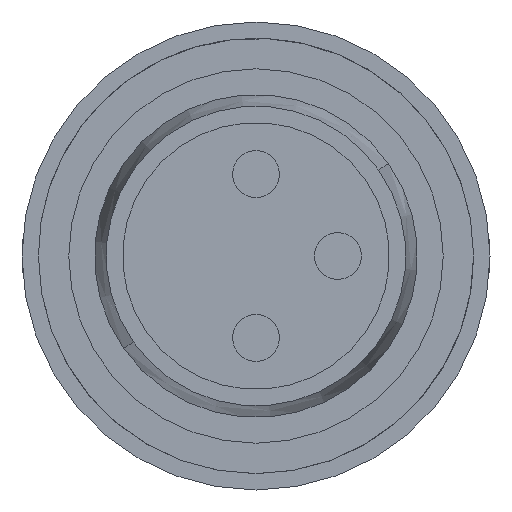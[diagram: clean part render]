
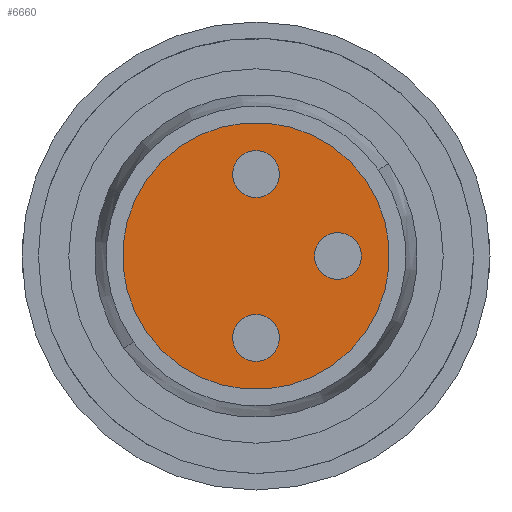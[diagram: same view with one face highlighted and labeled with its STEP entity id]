
A CAD part, left-side view. The second image highlights one B-rep face of the part: STEP entity #6660.
In plain terms, the highlighted planar face has unit normal (-1, 0, 0).
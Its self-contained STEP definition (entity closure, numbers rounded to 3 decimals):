
#5810=CARTESIAN_POINT('',(-33.7,-2.335,1.635));
#5820=VERTEX_POINT('',#5810);
#5900=CARTESIAN_POINT('',(-33.7,2.335,-1.635));
#5910=VERTEX_POINT('',#5900);
#5940=CARTESIAN_POINT('',(-33.7,0.,
0.));
#5950=DIRECTION('',(1.,0.,0.));
#5960=DIRECTION('',(0.,0.819,
-0.574));
#5970=AXIS2_PLACEMENT_3D('',#5940,#5950,#5960);
#5980=CIRCLE('',#5970,2.85);
#5990=EDGE_CURVE('',#5820,#5910,#5980,.T.);
#6110=CARTESIAN_POINT('',(-33.7,-1.178,0.825));
#6120=DIRECTION('',(1.,0.,0.));
#6130=DIRECTION('',(0.,0.819,
-0.574));
#6140=AXIS2_PLACEMENT_3D('',#6110,#6120,#6130);
#6150=PLANE('',#6140);
#6160=EDGE_CURVE('',#5910,#5820,#5980,.T.);
#6170=ORIENTED_EDGE('',*,*,#6160,.F.);
#6180=ORIENTED_EDGE('',*,*,#5990,.F.);
#6190=EDGE_LOOP('',(#6180,#6170));
#6200=FACE_OUTER_BOUND('',#6190,.T.);
#6210=CARTESIAN_POINT('',(-33.7,-1.75,0.)
);
#6220=DIRECTION('',(-1.,0.,0.));
#6230=DIRECTION('',(0.,-0.574,
-0.819));
#6240=AXIS2_PLACEMENT_3D('',#6210,#6220,#6230);
#6250=CIRCLE('',#6240,0.5);
#6260=CARTESIAN_POINT('',(-33.7,-2.037,-0.41));
#6270=VERTEX_POINT('',#6260);
#6280=CARTESIAN_POINT('',(-33.7,-1.463,0.41));
#6290=VERTEX_POINT('',#6280);
#6300=EDGE_CURVE('',#6270,#6290,#6250,.T.);
#6310=ORIENTED_EDGE('',*,*,#6300,.F.);
#6320=EDGE_CURVE('',#6290,#6270,#6250,.T.);
#6330=ORIENTED_EDGE('',*,*,#6320,.F.);
#6340=EDGE_LOOP('',(#6330,#6310));
#6350=FACE_BOUND('',#6340,.T.);
#6360=CARTESIAN_POINT('',(-33.7,0.,-1.75))
;
#6370=DIRECTION('',(-1.,0.,0.));
#6380=DIRECTION('',(0.,-0.574,
-0.819));
#6390=AXIS2_PLACEMENT_3D('',#6360,#6370,#6380);
#6400=CIRCLE('',#6390,0.5);
#6410=CARTESIAN_POINT('',(-33.7,-0.287,-2.16));
#6420=VERTEX_POINT('',#6410);
#6430=CARTESIAN_POINT('',(-33.7,0.287,-1.34));
#6440=VERTEX_POINT('',#6430);
#6450=EDGE_CURVE('',#6420,#6440,#6400,.T.);
#6460=ORIENTED_EDGE('',*,*,#6450,.F.);
#6470=EDGE_CURVE('',#6440,#6420,#6400,.T.);
#6480=ORIENTED_EDGE('',*,*,#6470,.F.);
#6490=EDGE_LOOP('',(#6480,#6460));
#6500=FACE_BOUND('',#6490,.T.);
#6510=CARTESIAN_POINT('',(-33.7,0.,1.75));
#6520=DIRECTION('',(-1.,0.,0.));
#6530=DIRECTION('',(0.,-0.574,
-0.819));
#6540=AXIS2_PLACEMENT_3D('',#6510,#6520,#6530);
#6550=CIRCLE('',#6540,0.5);
#6560=CARTESIAN_POINT('',(-33.7,-0.287,1.34));
#6570=VERTEX_POINT('',#6560);
#6580=CARTESIAN_POINT('',(-33.7,0.287,2.16));
#6590=VERTEX_POINT('',#6580);
#6600=EDGE_CURVE('',#6570,#6590,#6550,.T.);
#6610=ORIENTED_EDGE('',*,*,#6600,.F.);
#6620=EDGE_CURVE('',#6590,#6570,#6550,.T.);
#6630=ORIENTED_EDGE('',*,*,#6620,.F.);
#6640=EDGE_LOOP('',(#6630,#6610));
#6650=FACE_BOUND('',#6640,.T.);
#6660=ADVANCED_FACE('',(#6200,#6350,#6500,#6650),#6150,.F.);
